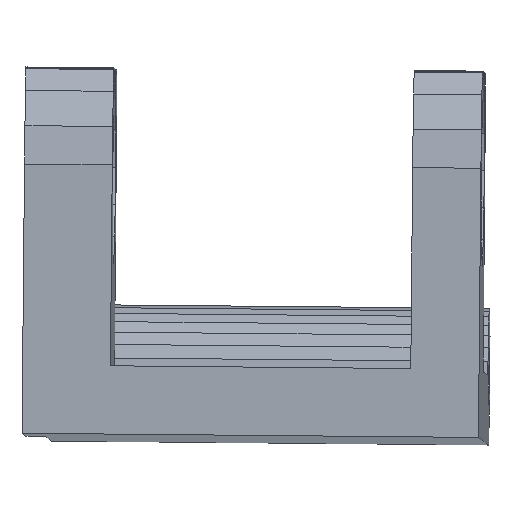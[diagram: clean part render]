
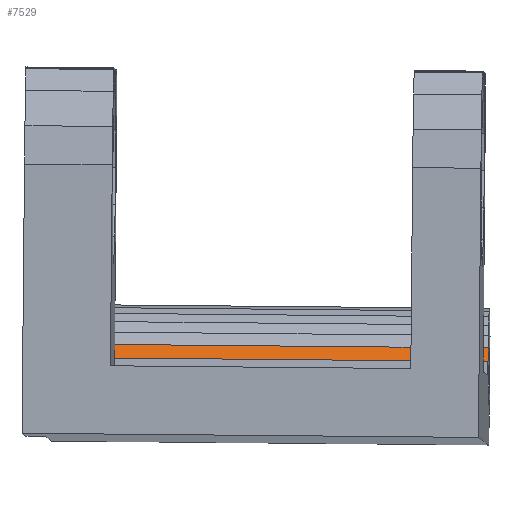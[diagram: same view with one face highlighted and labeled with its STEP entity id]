
A CAD part, left-side view. The second image highlights one B-rep face of the part: STEP entity #7529.
In plain terms, the highlighted planar face has unit normal (-0.948, 0.011, 0.319).
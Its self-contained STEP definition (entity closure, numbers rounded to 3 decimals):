
#2689 = PLANE('',#2690);
#2690 = AXIS2_PLACEMENT_3D('',#2691,#2692,#2693);
#2691 = CARTESIAN_POINT('',(7.764,-0.051,
    -6.824));
#2692 = DIRECTION('',(-0.015,-1.,
    -0.009));
#2693 = DIRECTION('',(-1.,0.015,
    0.));
#2717 = PLANE('',#2718);
#2718 = AXIS2_PLACEMENT_3D('',#2719,#2720,#2721);
#2719 = CARTESIAN_POINT('',(24.109,10.941,
    -10.09));
#2720 = DIRECTION('',(-0.993,0.013,0.115)
  );
#2721 = DIRECTION('',(-0.115,0.,
    -0.993));
#2745 = PLANE('',#2746);
#2746 = AXIS2_PLACEMENT_3D('',#2747,#2748,#2749);
#2747 = CARTESIAN_POINT('',(19.56,22.222,
    -11.47));
#2748 = DIRECTION('',(0.015,1.,
    0.009));
#2749 = DIRECTION('',(1.,-0.015,0.));
#2913 = VERTEX_POINT('',#2914);
#2914 = CARTESIAN_POINT('',(24.314,22.135,
    -9.624));
#2935 = EDGE_CURVE('',#2913,#2936,#2938,.T.);
#2936 = VERTEX_POINT('',#2937);
#2937 = CARTESIAN_POINT('',(24.548,22.126,
    -8.931));
#2938 = SURFACE_CURVE('',#2939,(#2943,#2950),.PCURVE_S1.);
#2939 = LINE('',#2940,#2941);
#2940 = CARTESIAN_POINT('',(24.314,22.135,
    -9.624));
#2941 = VECTOR('',#2942,1.);
#2942 = DIRECTION('',(0.319,-0.013,0.948)
  );
#2943 = PCURVE('',#2745,#2944);
#2944 = DEFINITIONAL_REPRESENTATION('',(#2945),#2949);
#2945 = LINE('',#2946,#2947);
#2946 = CARTESIAN_POINT('',(4.756,-1.846));
#2947 = VECTOR('',#2948,1.);
#2948 = DIRECTION('',(0.319,-0.948));
#2949 = ( GEOMETRIC_REPRESENTATION_CONTEXT(2) 
PARAMETRIC_REPRESENTATION_CONTEXT() REPRESENTATION_CONTEXT('2D SPACE',''
  ) );
#2950 = PCURVE('',#2951,#2956);
#2951 = PLANE('',#2952);
#2952 = AXIS2_PLACEMENT_3D('',#2953,#2954,#2955);
#2953 = CARTESIAN_POINT('',(24.267,10.932,
    -9.379));
#2954 = DIRECTION('',(-0.948,0.011,0.319
    ));
#2955 = DIRECTION('',(-0.319,0.,
    -0.948));
#2956 = DEFINITIONAL_REPRESENTATION('',(#2957),#2961);
#2957 = LINE('',#2958,#2959);
#2958 = CARTESIAN_POINT('',(0.217,-11.204));
#2959 = VECTOR('',#2960,1.);
#2960 = DIRECTION('',(-1.,0.013));
#2961 = ( GEOMETRIC_REPRESENTATION_CONTEXT(2) 
PARAMETRIC_REPRESENTATION_CONTEXT() REPRESENTATION_CONTEXT('2D SPACE',''
  ) );
#2979 = PLANE('',#2980);
#2980 = AXIS2_PLACEMENT_3D('',#2981,#2982,#2983);
#2981 = CARTESIAN_POINT('',(24.57,10.922,
    -8.718));
#2982 = DIRECTION('',(0.861,-0.008,
    -0.509));
#2983 = DIRECTION('',(0.509,0.,0.861
    ));
#3775 = EDGE_CURVE('',#3776,#3778,#3780,.T.);
#3776 = VERTEX_POINT('',#3777);
#3777 = CARTESIAN_POINT('',(24.22,-0.271,
    -9.135));
#3778 = VERTEX_POINT('',#3779);
#3779 = CARTESIAN_POINT('',(23.987,-0.261,
    -9.828));
#3780 = SURFACE_CURVE('',#3781,(#3785,#3792),.PCURVE_S1.);
#3781 = LINE('',#3782,#3783);
#3782 = CARTESIAN_POINT('',(24.22,-0.271,
    -9.135));
#3783 = VECTOR('',#3784,1.);
#3784 = DIRECTION('',(-0.319,0.013,-0.948
    ));
#3785 = PCURVE('',#2689,#3786);
#3786 = DEFINITIONAL_REPRESENTATION('',(#3787),#3791);
#3787 = LINE('',#3788,#3789);
#3788 = CARTESIAN_POINT('',(-16.457,2.311));
#3789 = VECTOR('',#3790,1.);
#3790 = DIRECTION('',(0.319,0.948));
#3791 = ( GEOMETRIC_REPRESENTATION_CONTEXT(2) 
PARAMETRIC_REPRESENTATION_CONTEXT() REPRESENTATION_CONTEXT('2D SPACE',''
  ) );
#3792 = PCURVE('',#2951,#3793);
#3793 = DEFINITIONAL_REPRESENTATION('',(#3794),#3798);
#3794 = LINE('',#3795,#3796);
#3795 = CARTESIAN_POINT('',(-0.217,11.204));
#3796 = VECTOR('',#3797,1.);
#3797 = DIRECTION('',(1.,-0.013));
#3798 = ( GEOMETRIC_REPRESENTATION_CONTEXT(2) 
PARAMETRIC_REPRESENTATION_CONTEXT() REPRESENTATION_CONTEXT('2D SPACE',''
  ) );
#7374 = EDGE_CURVE('',#3778,#2913,#7375,.T.);
#7375 = SURFACE_CURVE('',#7376,(#7380,#7387),.PCURVE_S1.);
#7376 = LINE('',#7377,#7378);
#7377 = CARTESIAN_POINT('',(23.987,-0.261,
    -9.828));
#7378 = VECTOR('',#7379,1.);
#7379 = DIRECTION('',(0.015,1.,
    0.009));
#7380 = PCURVE('',#2717,#7381);
#7381 = DEFINITIONAL_REPRESENTATION('',(#7382),#7386);
#7382 = LINE('',#7383,#7384);
#7383 = CARTESIAN_POINT('',(-0.245,11.203));
#7384 = VECTOR('',#7385,1.);
#7385 = DIRECTION('',(-0.011,-1.));
#7386 = ( GEOMETRIC_REPRESENTATION_CONTEXT(2) 
PARAMETRIC_REPRESENTATION_CONTEXT() REPRESENTATION_CONTEXT('2D SPACE',''
  ) );
#7387 = PCURVE('',#2951,#7388);
#7388 = DEFINITIONAL_REPRESENTATION('',(#7389),#7393);
#7389 = LINE('',#7390,#7391);
#7390 = CARTESIAN_POINT('',(0.515,11.194));
#7391 = VECTOR('',#7392,1.);
#7392 = DIRECTION('',(-0.013,-1.));
#7393 = ( GEOMETRIC_REPRESENTATION_CONTEXT(2) 
PARAMETRIC_REPRESENTATION_CONTEXT() REPRESENTATION_CONTEXT('2D SPACE',''
  ) );
#7399 = EDGE_CURVE('',#2936,#3776,#7400,.T.);
#7400 = SURFACE_CURVE('',#7401,(#7405,#7412),.PCURVE_S1.);
#7401 = LINE('',#7402,#7403);
#7402 = CARTESIAN_POINT('',(24.548,22.126,
    -8.931));
#7403 = VECTOR('',#7404,1.);
#7404 = DIRECTION('',(-0.015,-1.,
    -0.009));
#7405 = PCURVE('',#2979,#7406);
#7406 = DEFINITIONAL_REPRESENTATION('',(#7407),#7411);
#7407 = LINE('',#7408,#7409);
#7408 = CARTESIAN_POINT('',(-0.194,-11.204));
#7409 = VECTOR('',#7410,1.);
#7410 = DIRECTION('',(-0.015,1.));
#7411 = ( GEOMETRIC_REPRESENTATION_CONTEXT(2) 
PARAMETRIC_REPRESENTATION_CONTEXT() REPRESENTATION_CONTEXT('2D SPACE',''
  ) );
#7412 = PCURVE('',#2951,#7413);
#7413 = DEFINITIONAL_REPRESENTATION('',(#7414),#7418);
#7414 = LINE('',#7415,#7416);
#7415 = CARTESIAN_POINT('',(-0.515,-11.194));
#7416 = VECTOR('',#7417,1.);
#7417 = DIRECTION('',(0.013,1.));
#7418 = ( GEOMETRIC_REPRESENTATION_CONTEXT(2) 
PARAMETRIC_REPRESENTATION_CONTEXT() REPRESENTATION_CONTEXT('2D SPACE',''
  ) );
#7529 = ADVANCED_FACE('',(#7530),#2951,.T.);
#7530 = FACE_BOUND('',#7531,.T.);
#7531 = EDGE_LOOP('',(#7532,#7533,#7534,#7535));
#7532 = ORIENTED_EDGE('',*,*,#2935,.F.);
#7533 = ORIENTED_EDGE('',*,*,#7374,.F.);
#7534 = ORIENTED_EDGE('',*,*,#3775,.F.);
#7535 = ORIENTED_EDGE('',*,*,#7399,.F.);
